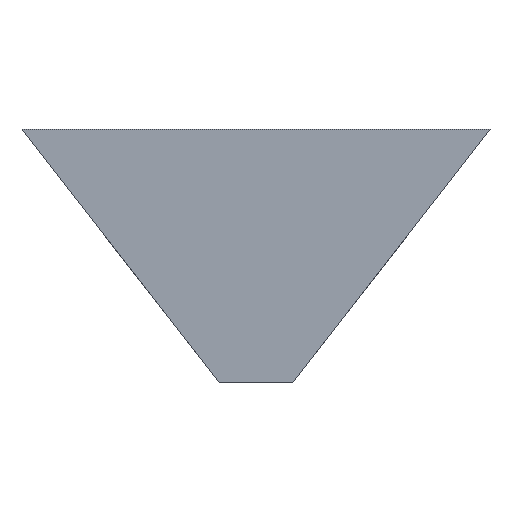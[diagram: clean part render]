
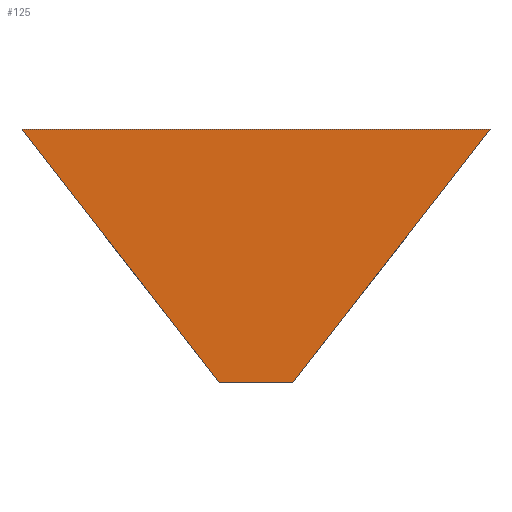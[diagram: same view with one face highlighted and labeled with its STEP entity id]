
A CAD part, front view. The second image highlights one B-rep face of the part: STEP entity #125.
In plain terms, the highlighted planar face has unit normal (0, -1, 0).
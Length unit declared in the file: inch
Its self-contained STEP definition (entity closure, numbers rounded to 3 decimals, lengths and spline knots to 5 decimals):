
#19=FACE_OUTER_BOUND('',#26,.T.);
#26=EDGE_LOOP('',(#102,#103,#104,#105));
#31=LINE('',#188,#46);
#37=LINE('',#201,#52);
#39=LINE('',#204,#54);
#43=LINE('',#210,#58);
#46=VECTOR('',#155,0.3937);
#52=VECTOR('',#163,0.3937);
#54=VECTOR('',#167,0.3937);
#58=VECTOR('',#175,0.3937);
#61=VERTEX_POINT('',#185);
#62=VERTEX_POINT('',#187);
#67=VERTEX_POINT('',#198);
#68=VERTEX_POINT('',#200);
#71=EDGE_CURVE('',#62,#61,#31,.T.);
#77=EDGE_CURVE('',#68,#67,#37,.T.);
#79=EDGE_CURVE('',#67,#62,#39,.T.);
#83=EDGE_CURVE('',#61,#68,#43,.T.);
#102=ORIENTED_EDGE('',*,*,#71,.T.);
#103=ORIENTED_EDGE('',*,*,#83,.T.);
#104=ORIENTED_EDGE('',*,*,#77,.T.);
#105=ORIENTED_EDGE('',*,*,#79,.T.);
#118=PLANE('',#146);
#125=ADVANCED_FACE('',(#19),#118,.F.);
#146=AXIS2_PLACEMENT_3D('',#209,#173,#174);
#155=DIRECTION('',(0.615,0.,0.789));
#163=DIRECTION('',(0.615,0.,-0.789));
#167=DIRECTION('',(1.,0.,0.));
#173=DIRECTION('center_axis',(0.,1.,0.));
#174=DIRECTION('ref_axis',(1.,0.,0.));
#175=DIRECTION('',(-1.,0.,0.));
#185=CARTESIAN_POINT('',(1122.58173,16.,357.38385));
#187=CARTESIAN_POINT('',(1108.45673,16.,339.25885));
#188=CARTESIAN_POINT('',(1101.71793,16.,330.61171));
#198=CARTESIAN_POINT('',(1103.18216,16.,339.25885));
#200=CARTESIAN_POINT('',(1089.05716,16.,357.38385));
#201=CARTESIAN_POINT('',(1116.98346,16.,321.54921));
#204=CARTESIAN_POINT('',(1107.13809,16.,339.25885));
#209=CARTESIAN_POINT('Origin',(1105.81944,16.,284.38385));
#210=CARTESIAN_POINT('',(1122.81944,16.,357.38385));
